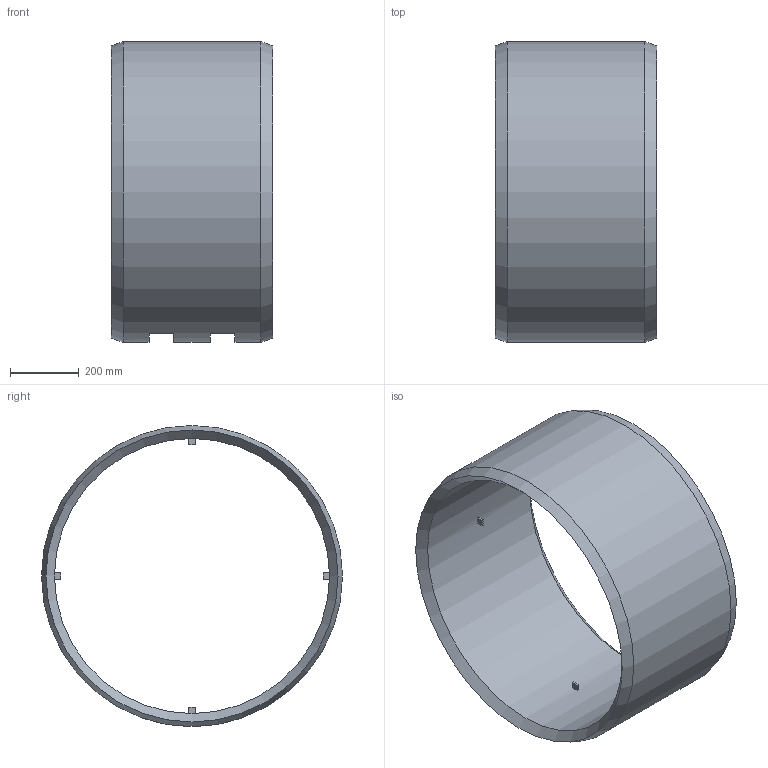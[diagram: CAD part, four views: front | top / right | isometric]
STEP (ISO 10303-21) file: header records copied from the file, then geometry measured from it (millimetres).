
FILE_DESCRIPTION(/* description */ ('STEP AP203'),/* implementation_level */ '2;1');
FILE_NAME(/* name */ 'AGRU_70373080026_E-Coupler bifilar_PE 100-RC black_800 SDR 41-26 MOP 6bar (architecture400)',/* time_stamp */ '2022-11-01T13:13:19+01:00',/* author */ ('License CC BY-ND 4.0'),/* organization */ ('CADENAS'),/* preprocessor_version */ 'ST-DEVELOPER v18.102',/* originating_system */ 'PARTsolutions',/* authorisation */ ' ');
FILE_SCHEMA (('CONFIG_CONTROL_DESIGN'));
Length unit declared in the file: millimetre
Products named in the file (1): AGRU_70373080026_E-Coupler bifilar_PE 100-RC black_800  SDR 41-26 MOP
 6bar (architecture400)
Bounding box: 469.09 x 875 x 875 mm (x, y, z)
Volume: 42776060.9 mm3; surface area: 2558520.2 mm2
Topology: 1 solids, 1 shells, 32 faces, 82 edges, 53 vertices
Faces by surface type: plane 22, cylinder 6, cone 4
Full cylindrical faces by diameter (mm): 800 x1, 875 x1
Entity records: 898 total; most frequent: DIRECTION 158, CARTESIAN_POINT 145, ORIENTED_EDGE 132, EDGE_CURVE 66, AXIS2_PLACEMENT_3D 59, VERTEX_POINT 46, EDGE_LOOP 44, FACE_BOUND 44
